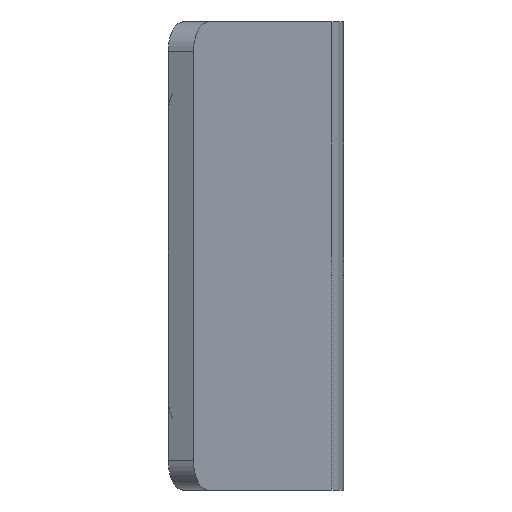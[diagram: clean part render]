
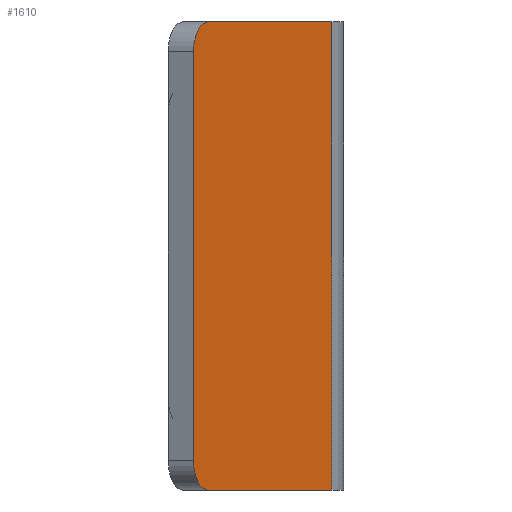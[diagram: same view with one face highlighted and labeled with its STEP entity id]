
A CAD part, left-side view. The second image highlights one B-rep face of the part: STEP entity #1610.
In plain terms, the highlighted planar face has unit normal (-0.5, -0.866, 0).
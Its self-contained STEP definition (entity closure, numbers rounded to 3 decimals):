
#13=DIRECTION('',(0.866,-0.5,0.));
#14=VECTOR('',#13,42.321);
#15=CARTESIAN_POINT('',(-224.17,23.17,0.));
#16=LINE('',#15,#14);
#209=DIRECTION('',(0.866,-0.5,0.));
#210=VECTOR('',#209,42.321);
#211=CARTESIAN_POINT('',(-224.17,23.17,80.));
#212=LINE('',#211,#210);
#619=DIRECTION('',(0.,0.,-1.));
#620=VECTOR('',#619,80.);
#621=CARTESIAN_POINT('',(-187.519,2.01,80.));
#622=LINE('',#621,#620);
#623=CARTESIAN_POINT('',(-224.17,23.17,5.));
#624=DIRECTION('',(-0.5,-0.866,0.));
#625=DIRECTION('',(-0.866,0.5,0.));
#626=AXIS2_PLACEMENT_3D('',#623,#624,#625);
#628=DIRECTION('',(0.,0.,1.));
#629=VECTOR('',#628,70.);
#630=CARTESIAN_POINT('',(-228.5,25.67,5.));
#631=LINE('',#630,#629);
#632=CARTESIAN_POINT('',(-224.17,23.17,75.));
#633=DIRECTION('',(-0.5,-0.866,0.));
#634=DIRECTION('',(0.,0.,1.));
#635=AXIS2_PLACEMENT_3D('',#632,#633,#634);
#669=CARTESIAN_POINT('',(-224.17,23.17,80.));
#670=CARTESIAN_POINT('',(-228.5,25.67,75.));
#671=VERTEX_POINT('',#669);
#672=VERTEX_POINT('',#670);
#681=CARTESIAN_POINT('',(-228.5,25.67,5.));
#682=VERTEX_POINT('',#681);
#683=CARTESIAN_POINT('',(-224.17,23.17,0.));
#684=VERTEX_POINT('',#683);
#702=CARTESIAN_POINT('',(-187.519,2.01,0.));
#704=VERTEX_POINT('',#702);
#705=CARTESIAN_POINT('',(-187.519,2.01,80.));
#706=VERTEX_POINT('',#705);
#1595=CARTESIAN_POINT('',(-228.5,25.67,0.));
#1596=DIRECTION('',(-0.5,-0.866,0.));
#1597=DIRECTION('',(0.866,-0.5,0.));
#1598=AXIS2_PLACEMENT_3D('',#1595,#1596,#1597);
#1599=PLANE('',#1598);
#1601=ORIENTED_EDGE('',*,*,#1600,.T.);
#1602=ORIENTED_EDGE('',*,*,#870,.F.);
#1604=ORIENTED_EDGE('',*,*,#1603,.F.);
#1605=ORIENTED_EDGE('',*,*,#1575,.T.);
#1606=ORIENTED_EDGE('',*,*,#1587,.F.);
#1607=ORIENTED_EDGE('',*,*,#1061,.T.);
#1608=EDGE_LOOP('',(#1601,#1602,#1604,#1605,#1606,#1607));
#1609=FACE_OUTER_BOUND('',#1608,.F.);
#1610=ADVANCED_FACE('',(#1609),#1599,.T.);
#627=CIRCLE('',#626,5.);
#636=CIRCLE('',#635,5.);
#870=EDGE_CURVE('',#684,#704,#16,.T.);
#1061=EDGE_CURVE('',#671,#706,#212,.T.);
#1575=EDGE_CURVE('',#682,#672,#631,.T.);
#1587=EDGE_CURVE('',#671,#672,#636,.T.);
#1600=EDGE_CURVE('',#706,#704,#622,.T.);
#1603=EDGE_CURVE('',#682,#684,#627,.T.);
